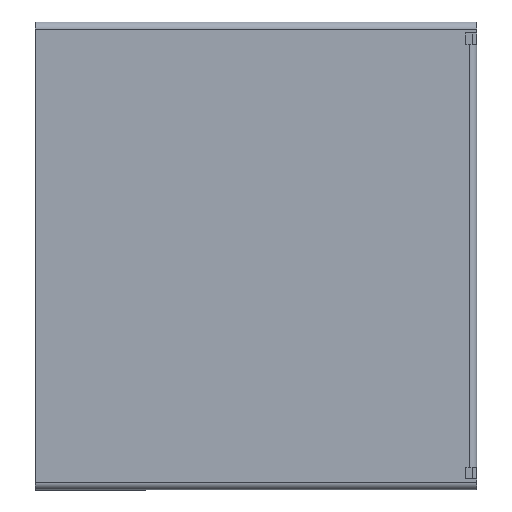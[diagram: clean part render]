
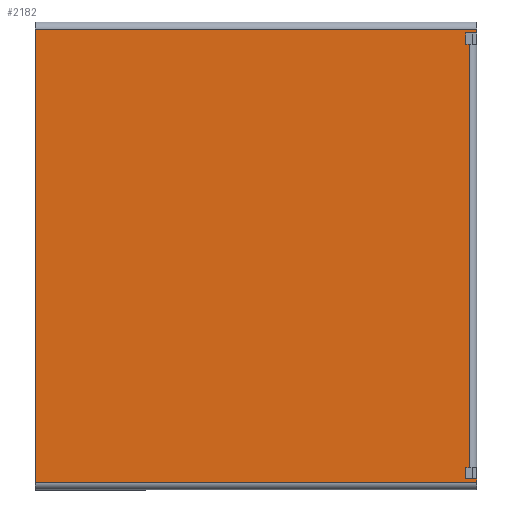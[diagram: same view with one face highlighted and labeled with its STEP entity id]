
A CAD part, top view. The second image highlights one B-rep face of the part: STEP entity #2182.
In plain terms, the highlighted planar face has unit normal (0, 0, 1).
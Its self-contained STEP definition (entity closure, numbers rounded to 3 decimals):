
#2 = DIRECTION ( 'NONE',  ( -1., 0., 0. ) ) ;
#9 = LINE ( 'NONE', #1312, #1663 ) ;
#47 = CARTESIAN_POINT ( 'NONE',  ( 0., 0., 0. ) ) ;
#54 = ORIENTED_EDGE ( 'NONE', *, *, #268, .T. ) ;
#139 = CARTESIAN_POINT ( 'NONE',  ( 118., 119.063, 0. ) ) ;
#144 = VERTEX_POINT ( 'NONE', #685 ) ;
#196 = EDGE_CURVE ( 'NONE', #661, #1510, #2108, .T. ) ;
#214 = CARTESIAN_POINT ( 'NONE',  ( 118., 2.937, 0. ) ) ;
#240 = CARTESIAN_POINT ( 'NONE',  ( 118., 0., 0. ) ) ;
#255 = DIRECTION ( 'NONE',  ( 0., -1., 0. ) ) ;
#268 = EDGE_CURVE ( 'NONE', #1510, #1467, #495, .T. ) ;
#289 = VECTOR ( 'NONE', #833, 1000. ) ;
#295 = EDGE_CURVE ( 'NONE', #623, #661, #627, .T. ) ;
#314 = PLANE ( 'NONE',  #1786 ) ;
#342 = ORIENTED_EDGE ( 'NONE', *, *, #1010, .F. ) ;
#358 = DIRECTION ( 'NONE',  ( -1., 0., 0. ) ) ;
#371 = CARTESIAN_POINT ( 'NONE',  ( 0., 1.937, 0. ) ) ;
#392 = EDGE_LOOP ( 'NONE', ( #1966, #1552, #342, #1521, #1044, #1208, #1624, #54, #442, #431, #1922, #2140 ) ) ;
#431 = ORIENTED_EDGE ( 'NONE', *, *, #1015, .F. ) ;
#442 = ORIENTED_EDGE ( 'NONE', *, *, #714, .T. ) ;
#493 = DIRECTION ( 'NONE',  ( 0., 0., -1. ) ) ;
#495 = LINE ( 'NONE', #596, #1409 ) ;
#497 = CARTESIAN_POINT ( 'NONE',  ( 116.063, 5.937, 0. ) ) ;
#506 = VERTEX_POINT ( 'NONE', #1605 ) ;
#585 = DIRECTION ( 'NONE',  ( 0., 1., 0. ) ) ;
#593 = LINE ( 'NONE', #890, #1718 ) ;
#596 = CARTESIAN_POINT ( 'NONE',  ( 0., 1.937, 0. ) ) ;
#597 = VECTOR ( 'NONE', #1287, 1000. ) ;
#604 = VERTEX_POINT ( 'NONE', #1795 ) ;
#623 = VERTEX_POINT ( 'NONE', #1982 ) ;
#627 = LINE ( 'NONE', #1703, #1915 ) ;
#639 = VERTEX_POINT ( 'NONE', #214 ) ;
#660 = CARTESIAN_POINT ( 'NONE',  ( 115., 122.063, 0. ) ) ;
#661 = VERTEX_POINT ( 'NONE', #911 ) ;
#680 = DIRECTION ( 'NONE',  ( 1., 0., 0. ) ) ;
#685 = CARTESIAN_POINT ( 'NONE',  ( 115., 122.063, 0. ) ) ;
#714 = EDGE_CURVE ( 'NONE', #1467, #639, #1544, .T. ) ;
#736 = EDGE_CURVE ( 'NONE', #1727, #623, #925, .T. ) ;
#833 = DIRECTION ( 'NONE',  ( 0., -1., 0. ) ) ;
#890 = CARTESIAN_POINT ( 'NONE',  ( 118., 5.937, 0. ) ) ;
#911 = CARTESIAN_POINT ( 'NONE',  ( 0., 123.063, 0. ) ) ;
#925 = LINE ( 'NONE', #240, #1784 ) ;
#997 = LINE ( 'NONE', #660, #289 ) ;
#1010 = EDGE_CURVE ( 'NONE', #144, #2168, #997, .T. ) ;
#1015 = EDGE_CURVE ( 'NONE', #506, #639, #1540, .T. ) ;
#1017 = VERTEX_POINT ( 'NONE', #1408 ) ;
#1030 = EDGE_CURVE ( 'NONE', #1055, #1017, #593, .T. ) ;
#1044 = ORIENTED_EDGE ( 'NONE', *, *, #736, .T. ) ;
#1055 = VERTEX_POINT ( 'NONE', #1230 ) ;
#1102 = DIRECTION ( 'NONE',  ( 0., -1., 0. ) ) ;
#1121 = VECTOR ( 'NONE', #2277, 1000. ) ;
#1208 = ORIENTED_EDGE ( 'NONE', *, *, #295, .T. ) ;
#1230 = CARTESIAN_POINT ( 'NONE',  ( 116.063, 5.937, 0. ) ) ;
#1262 = VECTOR ( 'NONE', #1102, 1000. ) ;
#1287 = DIRECTION ( 'NONE',  ( 0., 1., 0. ) ) ;
#1312 = CARTESIAN_POINT ( 'NONE',  ( 115., 5.937, 0. ) ) ;
#1336 = LINE ( 'NONE', #497, #1121 ) ;
#1366 = EDGE_CURVE ( 'NONE', #2168, #604, #1872, .T. ) ;
#1367 = CARTESIAN_POINT ( 'NONE',  ( 115., 119.063, 0. ) ) ;
#1369 = VECTOR ( 'NONE', #2, 1000. ) ;
#1384 = CARTESIAN_POINT ( 'NONE',  ( 118., 122.063, 0. ) ) ;
#1408 = CARTESIAN_POINT ( 'NONE',  ( 115., 5.937, 0. ) ) ;
#1409 = VECTOR ( 'NONE', #2020, 1000. ) ;
#1467 = VERTEX_POINT ( 'NONE', #1635 ) ;
#1502 = EDGE_CURVE ( 'NONE', #1727, #144, #1806, .T. ) ;
#1510 = VERTEX_POINT ( 'NONE', #371 ) ;
#1521 = ORIENTED_EDGE ( 'NONE', *, *, #1502, .F. ) ;
#1538 = VECTOR ( 'NONE', #680, 1000. ) ;
#1540 = LINE ( 'NONE', #1957, #2241 ) ;
#1544 = LINE ( 'NONE', #2217, #597 ) ;
#1552 = ORIENTED_EDGE ( 'NONE', *, *, #1366, .F. ) ;
#1605 = CARTESIAN_POINT ( 'NONE',  ( 115., 2.937, 0. ) ) ;
#1624 = ORIENTED_EDGE ( 'NONE', *, *, #196, .T. ) ;
#1628 = DIRECTION ( 'NONE',  ( 1., 0., 0. ) ) ;
#1635 = CARTESIAN_POINT ( 'NONE',  ( 118., 1.937, 0. ) ) ;
#1663 = VECTOR ( 'NONE', #255, 1000. ) ;
#1703 = CARTESIAN_POINT ( 'NONE',  ( 118., 123.063, 0. ) ) ;
#1718 = VECTOR ( 'NONE', #358, 1000. ) ;
#1720 = EDGE_CURVE ( 'NONE', #1055, #604, #1336, .T. ) ;
#1727 = VERTEX_POINT ( 'NONE', #1384 ) ;
#1784 = VECTOR ( 'NONE', #585, 1000. ) ;
#1786 = AXIS2_PLACEMENT_3D ( 'NONE', #2257, #493, #1920 ) ;
#1795 = CARTESIAN_POINT ( 'NONE',  ( 116.063, 119.063, 0. ) ) ;
#1806 = LINE ( 'NONE', #1818, #1369 ) ;
#1818 = CARTESIAN_POINT ( 'NONE',  ( 118., 122.063, 0. ) ) ;
#1863 = DIRECTION ( 'NONE',  ( -1., 0., 0. ) ) ;
#1872 = LINE ( 'NONE', #139, #1538 ) ;
#1907 = EDGE_CURVE ( 'NONE', #1017, #506, #9, .T. ) ;
#1915 = VECTOR ( 'NONE', #1863, 1000. ) ;
#1920 = DIRECTION ( 'NONE',  ( -1., 0., 0. ) ) ;
#1922 = ORIENTED_EDGE ( 'NONE', *, *, #1907, .F. ) ;
#1957 = CARTESIAN_POINT ( 'NONE',  ( 118., 2.937, 0. ) ) ;
#1966 = ORIENTED_EDGE ( 'NONE', *, *, #1720, .T. ) ;
#1982 = CARTESIAN_POINT ( 'NONE',  ( 118., 123.063, 0. ) ) ;
#2020 = DIRECTION ( 'NONE',  ( 1., 0., 0. ) ) ;
#2108 = LINE ( 'NONE', #47, #1262 ) ;
#2140 = ORIENTED_EDGE ( 'NONE', *, *, #1030, .F. ) ;
#2168 = VERTEX_POINT ( 'NONE', #1367 ) ;
#2182 = ADVANCED_FACE ( 'NONE', ( #2206 ), #314, .F. ) ;
#2206 = FACE_OUTER_BOUND ( 'NONE', #392, .T. ) ;
#2217 = CARTESIAN_POINT ( 'NONE',  ( 118., 0., 0. ) ) ;
#2241 = VECTOR ( 'NONE', #1628, 1000. ) ;
#2257 = CARTESIAN_POINT ( 'NONE',  ( 0., 0., 0. ) ) ;
#2277 = DIRECTION ( 'NONE',  ( 0., 1., 0. ) ) ;
